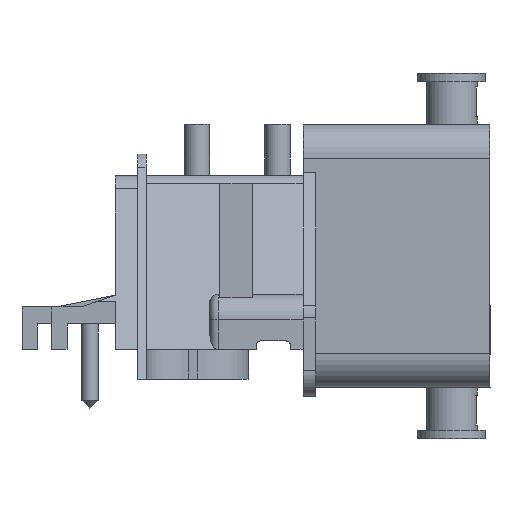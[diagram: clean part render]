
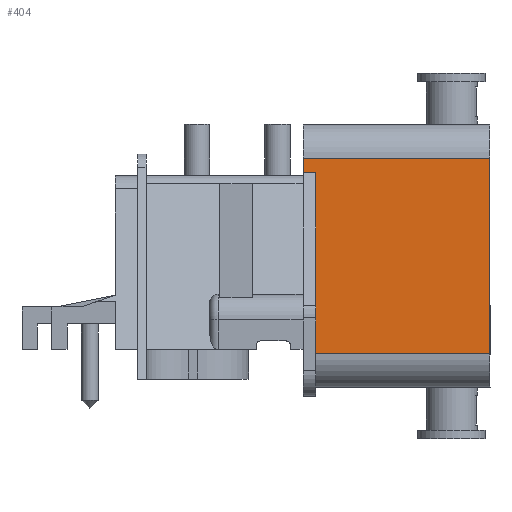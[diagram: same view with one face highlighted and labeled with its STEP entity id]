
A CAD part, left-side view. The second image highlights one B-rep face of the part: STEP entity #404.
In plain terms, the highlighted planar face has unit normal (-1, 0, 0).
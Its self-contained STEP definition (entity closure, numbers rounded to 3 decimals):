
#404=ADVANCED_FACE('',(#2323),#2325,.F.);
#2323=FACE_BOUND('',#2324,.T.);
#2324=EDGE_LOOP('',(#3881,#3882,#3883,#3884,#3885,#3886));
#2325=PLANE('',#2326);
#2326=AXIS2_PLACEMENT_3D('',#2327,#2328,#2329);
#2327=CARTESIAN_POINT('',(-39.5,20.5,-15.));
#2328=DIRECTION('',(1.,0.,0.));
#2329=DIRECTION('',(0.,0.,1.));
#3881=ORIENTED_EDGE('',*,*,#4926,.T.);
#3882=ORIENTED_EDGE('',*,*,#4864,.F.);
#3883=ORIENTED_EDGE('',*,*,#4925,.F.);
#3884=ORIENTED_EDGE('',*,*,#4927,.T.);
#3885=ORIENTED_EDGE('',*,*,#4928,.T.);
#3886=ORIENTED_EDGE('',*,*,#4929,.F.);
#4864=EDGE_CURVE('',#5488,#5490,#5491,.T.);
#4925=EDGE_CURVE('',#5580,#5488,#5582,.F.);
#4926=EDGE_CURVE('',#5583,#5490,#5584,.T.);
#4927=EDGE_CURVE('',#5580,#5585,#5586,.T.);
#4928=EDGE_CURVE('',#5585,#5587,#5588,.T.);
#4929=EDGE_CURVE('',#5583,#5587,#5589,.T.);
#5488=VERTEX_POINT('',#6586);
#5490=VERTEX_POINT('',#6591);
#5491=LINE('',#6592,#6593);
#5580=VERTEX_POINT('',#6824);
#5582=LINE('',#6829,#6830);
#5583=VERTEX_POINT('',#6832);
#5584=LINE('',#6833,#6834);
#5585=VERTEX_POINT('',#6836);
#5586=LINE('',#6837,#6838);
#5587=VERTEX_POINT('',#6840);
#5588=LINE('',#6841,#6842);
#5589=LINE('',#6844,#6845);
#6586=CARTESIAN_POINT('',(-39.5,0.,12.));
#6591=CARTESIAN_POINT('',(-39.5,0.,-11.));
#6592=CARTESIAN_POINT('',(-39.5,0.,12.));
#6593=VECTOR('',#6594,1.);
#6594=DIRECTION('',(0.,0.,-1.));
#6824=CARTESIAN_POINT('',(-39.5,22.,12.));
#6829=CARTESIAN_POINT('',(-39.5,0.,12.));
#6830=VECTOR('',#6831,1.);
#6831=DIRECTION('',(0.,1.,0.));
#6832=CARTESIAN_POINT('',(-39.5,20.5,-11.));
#6833=CARTESIAN_POINT('',(-39.5,20.5,-11.));
#6834=VECTOR('',#6835,1.);
#6835=DIRECTION('',(0.,-1.,0.));
#6836=CARTESIAN_POINT('',(-39.5,22.,10.3));
#6837=CARTESIAN_POINT('',(-39.5,22.,12.));
#6838=VECTOR('',#6839,1.);
#6839=DIRECTION('',(0.,0.,-1.));
#6840=CARTESIAN_POINT('',(-39.5,20.5,10.3));
#6841=CARTESIAN_POINT('',(-39.5,22.,10.3));
#6842=VECTOR('',#6843,1.);
#6843=DIRECTION('',(0.,-1.,0.));
#6844=CARTESIAN_POINT('',(-39.5,20.5,-11.));
#6845=VECTOR('',#6846,1.);
#6846=DIRECTION('',(0.,0.,1.));
